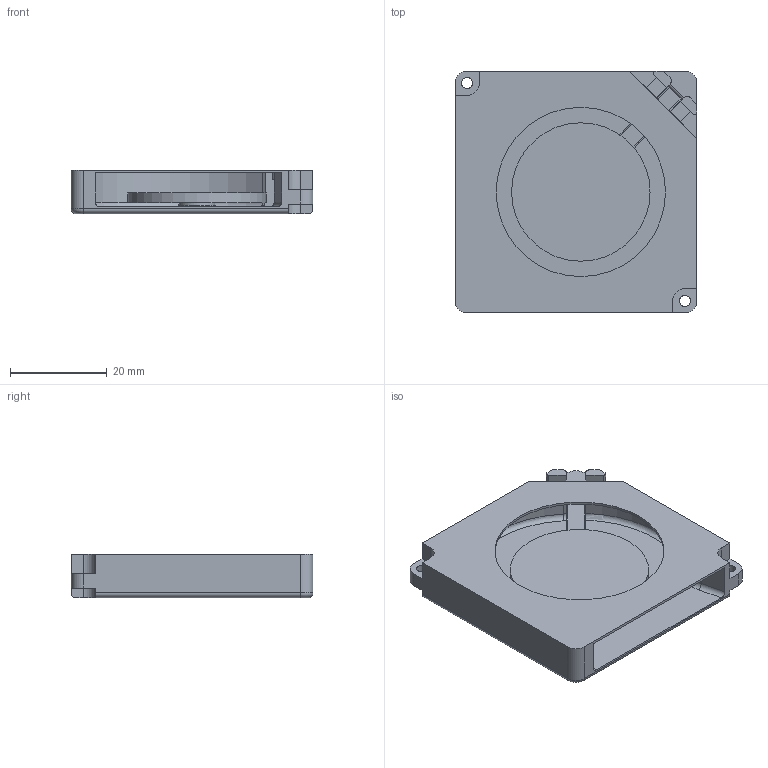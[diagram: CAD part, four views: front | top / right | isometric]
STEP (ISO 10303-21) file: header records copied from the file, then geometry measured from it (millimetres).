
FILE_DESCRIPTION (( 'STEP AP203' ), '1' );
FILE_NAME ('ODB5009.stp', '2021-10-25T14:39:43', ( '' ), ( '' ), 'SwSTEP 2.0', 'SolidWorks 2018', '' );
FILE_SCHEMA (( 'CONFIG_CONTROL_DESIGN' ));
Length unit declared in the file: millimetre
Products named in the file (1): ODB5009
Bounding box: 50 x 50 x 9 mm (x, y, z)
Volume: 8545.5 mm3; surface area: 10996.9 mm2
Topology: 1 solids, 5 shells, 161 faces, 417 edges, 271 vertices
Faces by surface type: plane 69, cylinder 66, torus 14, cone 12
Entity records: 5189 total; most frequent: CARTESIAN_POINT 1088, DIRECTION 863, ORIENTED_EDGE 834, EDGE_CURVE 417, AXIS2_PLACEMENT_3D 323, VERTEX_POINT 271, LINE 217, VECTOR 217
